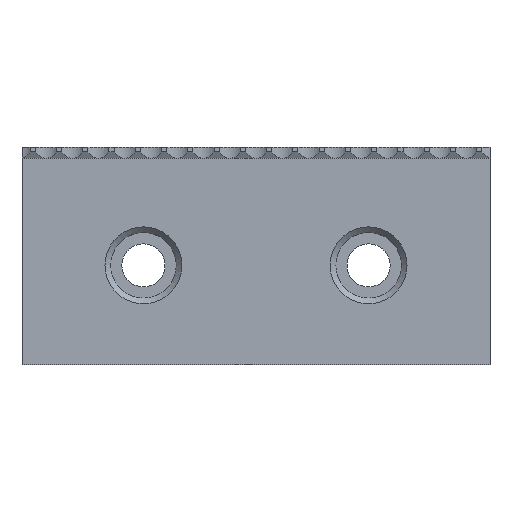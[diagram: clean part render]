
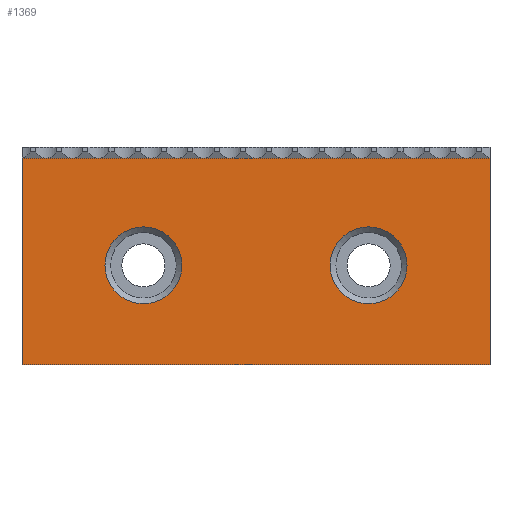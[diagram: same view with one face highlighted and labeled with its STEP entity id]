
A CAD part, top view. The second image highlights one B-rep face of the part: STEP entity #1369.
In plain terms, the highlighted planar face has unit normal (0, 0, 1).
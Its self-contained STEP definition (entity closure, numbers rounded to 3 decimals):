
#152=FACE_BOUND('',#340,.T.);
#153=FACE_BOUND('',#341,.T.);
#197=PLANE('',#1522);
#265=FACE_OUTER_BOUND('',#339,.T.);
#339=EDGE_LOOP('',(#1263,#1264,#1265,#1266));
#340=EDGE_LOOP('',(#1267));
#341=EDGE_LOOP('',(#1268));
#379=LINE('',#2085,#495);
#385=LINE('',#2094,#501);
#449=LINE('',#2263,#565);
#462=LINE('',#2300,#578);
#495=VECTOR('',#1667,10.);
#501=VECTOR('',#1675,10.);
#565=VECTOR('',#1849,10.);
#578=VECTOR('',#1908,10.);
#608=CIRCLE('',#1523,10.25);
#609=CIRCLE('',#1524,10.25);
#675=VERTEX_POINT('',#2082);
#676=VERTEX_POINT('',#2084);
#678=VERTEX_POINT('',#2093);
#728=VERTEX_POINT('',#2262);
#730=VERTEX_POINT('',#2301);
#731=VERTEX_POINT('',#2303);
#800=EDGE_CURVE('',#675,#676,#379,.T.);
#806=EDGE_CURVE('',#678,#676,#385,.T.);
#898=EDGE_CURVE('',#678,#728,#449,.T.);
#912=EDGE_CURVE('',#728,#675,#462,.T.);
#913=EDGE_CURVE('',#730,#730,#608,.T.);
#914=EDGE_CURVE('',#731,#731,#609,.T.);
#1263=ORIENTED_EDGE('',*,*,#806,.T.);
#1264=ORIENTED_EDGE('',*,*,#800,.F.);
#1265=ORIENTED_EDGE('',*,*,#912,.F.);
#1266=ORIENTED_EDGE('',*,*,#898,.F.);
#1267=ORIENTED_EDGE('',*,*,#913,.F.);
#1268=ORIENTED_EDGE('',*,*,#914,.F.);
#1369=ADVANCED_FACE('',(#265,#152,#153),#197,.T.);
#1522=AXIS2_PLACEMENT_3D('',#2299,#1906,#1907);
#1523=AXIS2_PLACEMENT_3D('',#2302,#1909,#1910);
#1524=AXIS2_PLACEMENT_3D('',#2304,#1911,#1912);
#1667=DIRECTION('',(0.,1.,0.));
#1675=DIRECTION('',(-1.,0.,0.));
#1849=DIRECTION('',(0.,-1.,0.));
#1906=DIRECTION('center_axis',(0.,0.,1.));
#1907=DIRECTION('ref_axis',(1.,0.,0.));
#1908=DIRECTION('',(-1.,0.,0.));
#1909=DIRECTION('center_axis',(0.,0.,1.));
#1910=DIRECTION('ref_axis',(-1.,0.,0.));
#1911=DIRECTION('center_axis',(0.,0.,1.));
#1912=DIRECTION('ref_axis',(-1.,0.,0.));
#2082=CARTESIAN_POINT('',(-62.35,0.,15.));
#2084=CARTESIAN_POINT('',(-62.35,55.,15.));
#2085=CARTESIAN_POINT('',(-62.35,53.,15.));
#2093=CARTESIAN_POINT('',(62.35,55.,15.));
#2094=CARTESIAN_POINT('',(31.175,55.,15.));
#2262=CARTESIAN_POINT('',(62.35,0.,15.));
#2263=CARTESIAN_POINT('',(62.35,53.,15.));
#2299=CARTESIAN_POINT('Origin',(0.,26.5,15.));
#2300=CARTESIAN_POINT('',(62.35,0.,15.));
#2301=CARTESIAN_POINT('',(40.25,26.5,15.));
#2302=CARTESIAN_POINT('Origin',(30.,26.5,15.));
#2303=CARTESIAN_POINT('',(-19.75,26.5,15.));
#2304=CARTESIAN_POINT('Origin',(-30.,26.5,15.));
